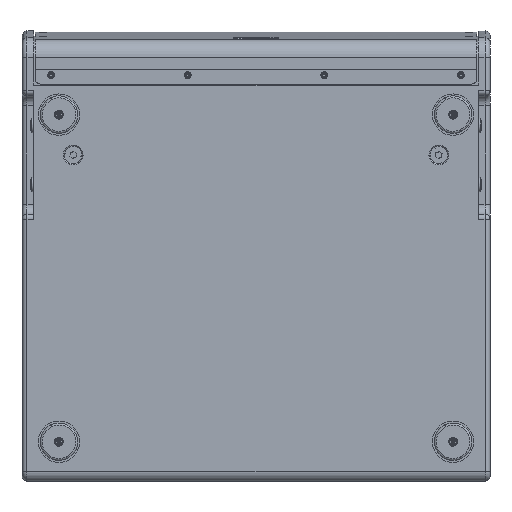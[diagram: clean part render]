
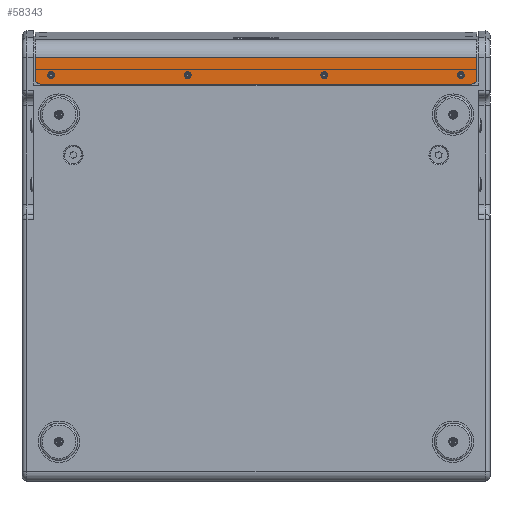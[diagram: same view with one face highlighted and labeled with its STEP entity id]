
A CAD part, front view. The second image highlights one B-rep face of the part: STEP entity #58343.
In plain terms, the highlighted planar face has unit normal (0, -1, 0).
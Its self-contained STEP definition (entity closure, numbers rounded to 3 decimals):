
#173 = EDGE_CURVE ( 'NONE', #155629, #265186, #153158, .T. ) ;
#421 = ORIENTED_EDGE ( 'NONE', *, *, #10291, .T. ) ;
#503 = CIRCLE ( 'NONE', #20090, 3.55 ) ;
#4841 = CARTESIAN_POINT ( 'NONE',  ( -224., -358.5, 215. ) ) ;
#5871 = AXIS2_PLACEMENT_3D ( 'NONE', #280118, #117047, #69529 ) ;
#8404 = VECTOR ( 'NONE', #197753, 1000. ) ;
#10157 = CARTESIAN_POINT ( 'NONE',  ( 224., -358.5, 215. ) ) ;
#10291 = EDGE_CURVE ( 'NONE', #207313, #202954, #66506, .T. ) ;
#14097 = CARTESIAN_POINT ( 'NONE',  ( -211.55, -358.5, 197. ) ) ;
#17018 = DIRECTION ( 'NONE',  ( 1., 0., 0. ) ) ;
#18168 = DIRECTION ( 'NONE',  ( 0., 1., 0. ) ) ;
#20090 = AXIS2_PLACEMENT_3D ( 'NONE', #113466, #18168, #208785 ) ;
#24723 = DIRECTION ( 'NONE',  ( 0., -1., 0. ) ) ;
#24985 = CARTESIAN_POINT ( 'NONE',  ( 211.55, -358.5, 197. ) ) ;
#25209 = CARTESIAN_POINT ( 'NONE',  ( -72.883, -358.5, 197. ) ) ;
#26020 = ORIENTED_EDGE ( 'NONE', *, *, #276936, .T. ) ;
#33827 = CARTESIAN_POINT ( 'NONE',  ( 204.45, -358.5, 197. ) ) ;
#35390 = VERTEX_POINT ( 'NONE', #256650 ) ;
#37065 = DIRECTION ( 'NONE',  ( 1., 0., 0. ) ) ;
#39378 = CARTESIAN_POINT ( 'NONE',  ( -224., -358.5, 215. ) ) ;
#42201 = CARTESIAN_POINT ( 'NONE',  ( 219., -358.5, 193. ) ) ;
#43019 = CARTESIAN_POINT ( 'NONE',  ( 69.333, -358.5, 197. ) ) ;
#45465 = EDGE_CURVE ( 'NONE', #139546, #35390, #503, .T. ) ;
#46032 = CARTESIAN_POINT ( 'NONE',  ( -219., -358.5, 188. ) ) ;
#49190 = AXIS2_PLACEMENT_3D ( 'NONE', #102827, #79858, #153576 ) ;
#54200 = AXIS2_PLACEMENT_3D ( 'NONE', #42201, #209680, #92832 ) ;
#55242 = VERTEX_POINT ( 'NONE', #243421 ) ;
#55912 = DIRECTION ( 'NONE',  ( 1., 0., 0. ) ) ;
#58343 = ADVANCED_FACE ( 'NONE', ( #112611, #66534, #163373, #300159, #89568 ), #183324, .T. ) ;
#63193 = DIRECTION ( 'NONE',  ( 0., 1., 0. ) ) ;
#66506 = CIRCLE ( 'NONE', #253002, 3.55 ) ;
#66534 = FACE_BOUND ( 'NONE', #261483, .T. ) ;
#69529 = DIRECTION ( 'NONE',  ( 1., 0., 0. ) ) ;
#70025 = LINE ( 'NONE', #162310, #102828 ) ;
#79858 = DIRECTION ( 'NONE',  ( 0., 1., 0. ) ) ;
#82553 = CARTESIAN_POINT ( 'NONE',  ( 65.783, -358.5, 197. ) ) ;
#89568 = FACE_OUTER_BOUND ( 'NONE', #196765, .T. ) ;
#90927 = CARTESIAN_POINT ( 'NONE',  ( -219., -358.5, 193. ) ) ;
#92832 = DIRECTION ( 'NONE',  ( 1., 0., 0. ) ) ;
#93945 = EDGE_CURVE ( 'NONE', #35390, #139546, #260199, .T. ) ;
#94134 = CIRCLE ( 'NONE', #5871, 3.55 ) ;
#98335 = CARTESIAN_POINT ( 'NONE',  ( -204.45, -358.5, 197. ) ) ;
#101790 = AXIS2_PLACEMENT_3D ( 'NONE', #90927, #24723, #118463 ) ;
#102811 = CIRCLE ( 'NONE', #245268, 3.55 ) ;
#102827 = CARTESIAN_POINT ( 'NONE',  ( 208., -358.5, 197. ) ) ;
#102828 = VECTOR ( 'NONE', #252986, 1000. ) ;
#105902 = EDGE_CURVE ( 'NONE', #266867, #161851, #102811, .T. ) ;
#107782 = EDGE_CURVE ( 'NONE', #294981, #155629, #200023, .T. ) ;
#109731 = EDGE_CURVE ( 'NONE', #185891, #55242, #228649, .T. ) ;
#111954 = EDGE_CURVE ( 'NONE', #55242, #265186, #122988, .T. ) ;
#112611 = FACE_BOUND ( 'NONE', #304364, .T. ) ;
#113466 = CARTESIAN_POINT ( 'NONE',  ( -69.333, -358.5, 197. ) ) ;
#117047 = DIRECTION ( 'NONE',  ( 0., 1., 0. ) ) ;
#117924 = AXIS2_PLACEMENT_3D ( 'NONE', #303587, #122048, #279053 ) ;
#118463 = DIRECTION ( 'NONE',  ( 1., 0., 0. ) ) ;
#121040 = CARTESIAN_POINT ( 'NONE',  ( 72.883, -358.5, 197. ) ) ;
#121256 = CIRCLE ( 'NONE', #101790, 5. ) ;
#122048 = DIRECTION ( 'NONE',  ( 0., 1., 0. ) ) ;
#122988 = CIRCLE ( 'NONE', #54200, 5. ) ;
#123909 = EDGE_CURVE ( 'NONE', #126048, #185891, #121256, .T. ) ;
#125458 = AXIS2_PLACEMENT_3D ( 'NONE', #187458, #238094, #215060 ) ;
#126048 = VERTEX_POINT ( 'NONE', #274240 ) ;
#126192 = DIRECTION ( 'NONE',  ( 0., -1., 0. ) ) ;
#126398 = ORIENTED_EDGE ( 'NONE', *, *, #107782, .F. ) ;
#130305 = CIRCLE ( 'NONE', #125458, 3.55 ) ;
#132727 = ORIENTED_EDGE ( 'NONE', *, *, #123909, .T. ) ;
#137913 = CARTESIAN_POINT ( 'NONE',  ( -224., -358.5, 188. ) ) ;
#139546 = VERTEX_POINT ( 'NONE', #25209 ) ;
#142633 = AXIS2_PLACEMENT_3D ( 'NONE', #4841, #126192, #169459 ) ;
#143113 = VERTEX_POINT ( 'NONE', #24985 ) ;
#148415 = ORIENTED_EDGE ( 'NONE', *, *, #45465, .T. ) ;
#153158 = LINE ( 'NONE', #10157, #8404 ) ;
#153576 = DIRECTION ( 'NONE',  ( 1., 0., 0. ) ) ;
#155629 = VERTEX_POINT ( 'NONE', #217420 ) ;
#157747 = ORIENTED_EDGE ( 'NONE', *, *, #234933, .T. ) ;
#158721 = EDGE_LOOP ( 'NONE', ( #222873, #26020 ) ) ;
#161851 = VERTEX_POINT ( 'NONE', #14097 ) ;
#162310 = CARTESIAN_POINT ( 'NONE',  ( -224., -358.5, 215. ) ) ;
#163373 = FACE_BOUND ( 'NONE', #244824, .T. ) ;
#163996 = DIRECTION ( 'NONE',  ( 1., 0., 0. ) ) ;
#169321 = DIRECTION ( 'NONE',  ( 0., 1., 0. ) ) ;
#169459 = DIRECTION ( 'NONE',  ( 1., 0., 0. ) ) ;
#170277 = EDGE_CURVE ( 'NONE', #294981, #126048, #70025, .T. ) ;
#180221 = ORIENTED_EDGE ( 'NONE', *, *, #170277, .T. ) ;
#183324 = PLANE ( 'NONE',  #142633 ) ;
#185891 = VERTEX_POINT ( 'NONE', #46032 ) ;
#187458 = CARTESIAN_POINT ( 'NONE',  ( -208., -358.5, 197. ) ) ;
#194285 = ORIENTED_EDGE ( 'NONE', *, *, #173, .F. ) ;
#195463 = ORIENTED_EDGE ( 'NONE', *, *, #93945, .T. ) ;
#196765 = EDGE_LOOP ( 'NONE', ( #180221, #132727, #263753, #276145, #194285, #126398 ) ) ;
#197753 = DIRECTION ( 'NONE',  ( 0., 0., -1. ) ) ;
#200023 = LINE ( 'NONE', #293711, #270721 ) ;
#202577 = AXIS2_PLACEMENT_3D ( 'NONE', #293776, #63193, #17018 ) ;
#202954 = VERTEX_POINT ( 'NONE', #82553 ) ;
#207313 = VERTEX_POINT ( 'NONE', #121040 ) ;
#208785 = DIRECTION ( 'NONE',  ( 1., 0., 0. ) ) ;
#209680 = DIRECTION ( 'NONE',  ( 0., -1., 0. ) ) ;
#215060 = DIRECTION ( 'NONE',  ( 1., 0., 0. ) ) ;
#216906 = CARTESIAN_POINT ( 'NONE',  ( -208., -358.5, 197. ) ) ;
#217420 = CARTESIAN_POINT ( 'NONE',  ( 224., -358.5, 215. ) ) ;
#218467 = EDGE_CURVE ( 'NONE', #161851, #266867, #130305, .T. ) ;
#222873 = ORIENTED_EDGE ( 'NONE', *, *, #225818, .T. ) ;
#225818 = EDGE_CURVE ( 'NONE', #143113, #255710, #300828, .T. ) ;
#228649 = LINE ( 'NONE', #137913, #258881 ) ;
#230580 = DIRECTION ( 'NONE',  ( 0., 1., 0. ) ) ;
#234933 = EDGE_CURVE ( 'NONE', #202954, #207313, #94134, .T. ) ;
#235676 = ORIENTED_EDGE ( 'NONE', *, *, #218467, .T. ) ;
#238094 = DIRECTION ( 'NONE',  ( 0., 1., 0. ) ) ;
#241037 = CARTESIAN_POINT ( 'NONE',  ( 224., -358.5, 193. ) ) ;
#243421 = CARTESIAN_POINT ( 'NONE',  ( 219., -358.5, 188. ) ) ;
#244824 = EDGE_LOOP ( 'NONE', ( #421, #157747 ) ) ;
#245268 = AXIS2_PLACEMENT_3D ( 'NONE', #216906, #169321, #263014 ) ;
#252986 = DIRECTION ( 'NONE',  ( 0., 0., -1. ) ) ;
#253002 = AXIS2_PLACEMENT_3D ( 'NONE', #43019, #230580, #55912 ) ;
#255710 = VERTEX_POINT ( 'NONE', #33827 ) ;
#256650 = CARTESIAN_POINT ( 'NONE',  ( -65.783, -358.5, 197. ) ) ;
#258881 = VECTOR ( 'NONE', #163996, 1000. ) ;
#260199 = CIRCLE ( 'NONE', #117924, 3.55 ) ;
#260256 = CIRCLE ( 'NONE', #49190, 3.55 ) ;
#261483 = EDGE_LOOP ( 'NONE', ( #195463, #148415 ) ) ;
#263014 = DIRECTION ( 'NONE',  ( 1., 0., 0. ) ) ;
#263753 = ORIENTED_EDGE ( 'NONE', *, *, #109731, .T. ) ;
#265186 = VERTEX_POINT ( 'NONE', #241037 ) ;
#266867 = VERTEX_POINT ( 'NONE', #98335 ) ;
#270721 = VECTOR ( 'NONE', #37065, 1000. ) ;
#274240 = CARTESIAN_POINT ( 'NONE',  ( -224., -358.5, 193. ) ) ;
#276145 = ORIENTED_EDGE ( 'NONE', *, *, #111954, .T. ) ;
#276936 = EDGE_CURVE ( 'NONE', #255710, #143113, #260256, .T. ) ;
#279053 = DIRECTION ( 'NONE',  ( 1., 0., 0. ) ) ;
#280118 = CARTESIAN_POINT ( 'NONE',  ( 69.333, -358.5, 197. ) ) ;
#281139 = ORIENTED_EDGE ( 'NONE', *, *, #105902, .T. ) ;
#293711 = CARTESIAN_POINT ( 'NONE',  ( -224., -358.5, 215. ) ) ;
#293776 = CARTESIAN_POINT ( 'NONE',  ( 208., -358.5, 197. ) ) ;
#294981 = VERTEX_POINT ( 'NONE', #39378 ) ;
#300159 = FACE_BOUND ( 'NONE', #158721, .T. ) ;
#300828 = CIRCLE ( 'NONE', #202577, 3.55 ) ;
#303587 = CARTESIAN_POINT ( 'NONE',  ( -69.333, -358.5, 197. ) ) ;
#304364 = EDGE_LOOP ( 'NONE', ( #281139, #235676 ) ) ;
